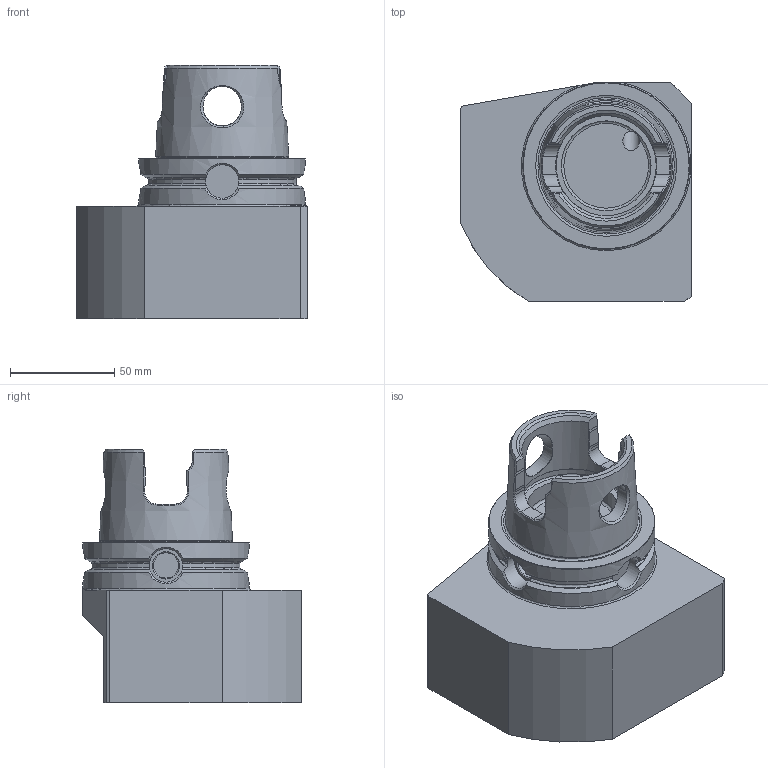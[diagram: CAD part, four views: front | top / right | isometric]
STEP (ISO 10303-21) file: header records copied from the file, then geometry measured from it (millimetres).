
FILE_DESCRIPTION(/* description */ (''),/* implementation_level */ '2;1');
FILE_NAME(/* name */ 'KM80TSETAL3232M_GTM.stp',/* time_stamp */ '2019-01-16T16:02:38+06:00',/* author */ (''),/* organization */ (''),/* preprocessor_version */ 'ST-DEVELOPER v16.7',/* originating_system */ 'SIEMENS PLM Software NX 12.0',/* authorisation */ '');
FILE_SCHEMA (('AUTOMOTIVE_DESIGN { 1 0 10303 214 3 1 1 1 }'));
Length unit declared in the file: millimetre
Products named in the file (1): KM80TSETAL3232M_GTM
Bounding box: 111 x 105 x 121.95 mm (x, y, z)
Volume: 577707.1 mm3; surface area: 77225.7 mm2
Topology: 5 solids, 5 shells, 282 faces, 738 edges, 471 vertices
Faces by surface type: plane 102, cylinder 61, cone 51, bspline 50, torus 16, sphere 2
Full cylindrical faces by diameter (mm): 2.972 x1, 4.013 x1, 6 x1, 7 x2, 8 x1, 9.5 x1, 10.081 x1, 10.1 x1, 10.274 x3, 11.113 x2, 12 x3, 12.1 x1, 16.055 x4, 43.1 x1, 48.075 x1, 50.4 x1, 79.95 x2
Entity records: 26251 total; most frequent: CARTESIAN_POINT 20346, ORIENTED_EDGE 1274, DIRECTION 964, EDGE_CURVE 637, VERTEX_POINT 438, AXIS2_PLACEMENT_3D 388, EDGE_LOOP 359, B_SPLINE_CURVE_WITH_KNOTS 295
